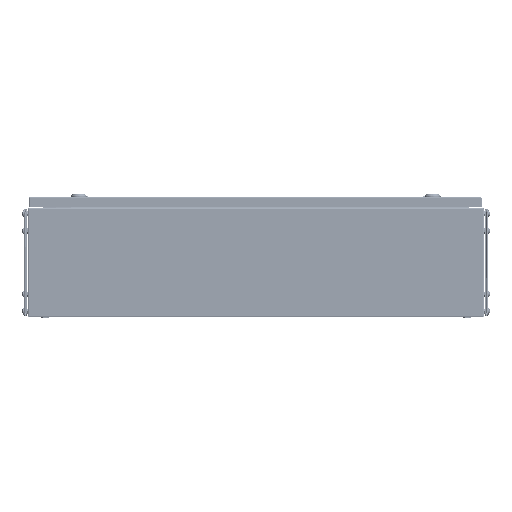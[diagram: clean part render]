
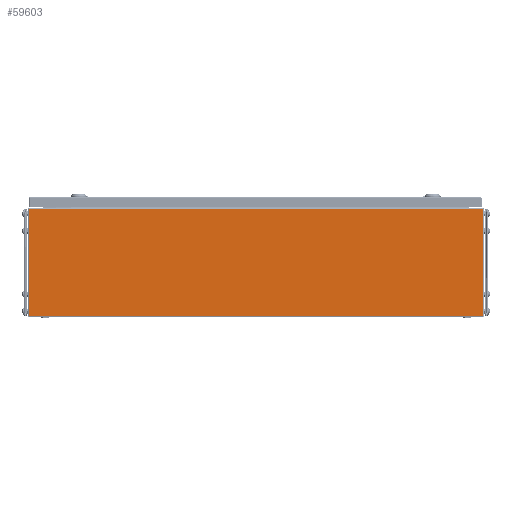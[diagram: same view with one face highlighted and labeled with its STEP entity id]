
A CAD part, left-side view. The second image highlights one B-rep face of the part: STEP entity #59603.
In plain terms, the highlighted planar face has unit normal (-1, 0, 0).
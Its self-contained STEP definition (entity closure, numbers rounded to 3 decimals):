
#215 = CARTESIAN_POINT ( 'NONE',  ( -200., -395.5, 1. ) ) ;
#4350 = LINE ( 'NONE', #18102, #78172 ) ;
#5961 = DIRECTION ( 'NONE',  ( 0., 1., 0. ) ) ;
#6713 = EDGE_CURVE ( 'NONE', #39511, #51974, #41189, .T. ) ;
#7454 = DIRECTION ( 'NONE',  ( 1., 0., 0. ) ) ;
#9114 = CARTESIAN_POINT ( 'NONE',  ( -200., 395.5, 1. ) ) ;
#14140 = CARTESIAN_POINT ( 'NONE',  ( -200., 395.5, 1. ) ) ;
#14590 = ORIENTED_EDGE ( 'NONE', *, *, #19523, .T. ) ;
#15387 = EDGE_CURVE ( 'NONE', #75723, #51974, #4350, .T. ) ;
#17491 = VECTOR ( 'NONE', #21224, 1000. ) ;
#18102 = CARTESIAN_POINT ( 'NONE',  ( -200., 395.5, 0. ) ) ;
#18476 = LINE ( 'NONE', #63128, #21734 ) ;
#19523 = EDGE_CURVE ( 'NONE', #39511, #68171, #44616, .T. ) ;
#21224 = DIRECTION ( 'NONE',  ( 0., 1., 0. ) ) ;
#21734 = VECTOR ( 'NONE', #5961, 1000. ) ;
#26209 = CARTESIAN_POINT ( 'NONE',  ( -200., 0., 0. ) ) ;
#26617 = PLANE ( 'NONE',  #68173 ) ;
#29077 = EDGE_LOOP ( 'NONE', ( #46792, #45768, #34950, #14590 ) ) ;
#34128 = CARTESIAN_POINT ( 'NONE',  ( -200., 395.5, 187.5 ) ) ;
#34950 = ORIENTED_EDGE ( 'NONE', *, *, #6713, .F. ) ;
#38333 = CARTESIAN_POINT ( 'NONE',  ( -200., -395.5, 187.5 ) ) ;
#39131 = DIRECTION ( 'NONE',  ( 0., 0., -1. ) ) ;
#39511 = VERTEX_POINT ( 'NONE', #215 ) ;
#41189 = LINE ( 'NONE', #9114, #17491 ) ;
#43139 = EDGE_CURVE ( 'NONE', #68171, #75723, #18476, .T. ) ;
#43847 = FACE_OUTER_BOUND ( 'NONE', #29077, .T. ) ;
#44616 = LINE ( 'NONE', #74724, #80776 ) ;
#45768 = ORIENTED_EDGE ( 'NONE', *, *, #15387, .T. ) ;
#46792 = ORIENTED_EDGE ( 'NONE', *, *, #43139, .T. ) ;
#49230 = DIRECTION ( 'NONE',  ( 0., 0., 1. ) ) ;
#51974 = VERTEX_POINT ( 'NONE', #14140 ) ;
#59603 = ADVANCED_FACE ( 'NONE', ( #43847 ), #26617, .F. ) ;
#63128 = CARTESIAN_POINT ( 'NONE',  ( -200., -395.5, 187.5 ) ) ;
#68171 = VERTEX_POINT ( 'NONE', #38333 ) ;
#68173 = AXIS2_PLACEMENT_3D ( 'NONE', #26209, #7454, #39131 ) ;
#74448 = DIRECTION ( 'NONE',  ( 0., 0., -1. ) ) ;
#74724 = CARTESIAN_POINT ( 'NONE',  ( -200., -395.5, 0. ) ) ;
#75723 = VERTEX_POINT ( 'NONE', #34128 ) ;
#78172 = VECTOR ( 'NONE', #74448, 1000. ) ;
#80776 = VECTOR ( 'NONE', #49230, 1000. ) ;
